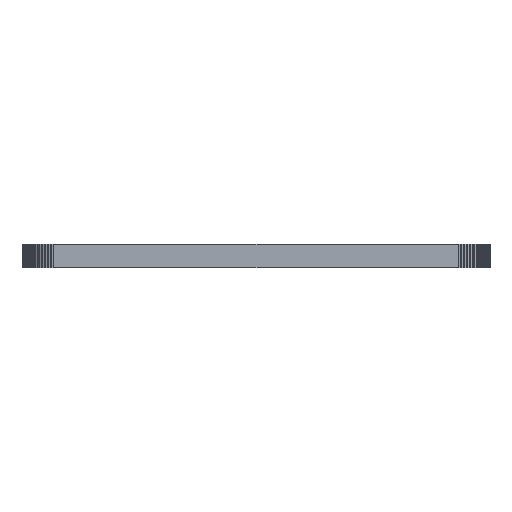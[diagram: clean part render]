
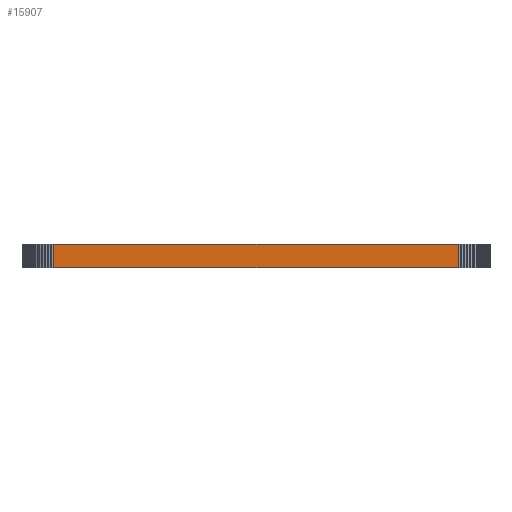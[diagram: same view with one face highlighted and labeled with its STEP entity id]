
A CAD part, left-side view. The second image highlights one B-rep face of the part: STEP entity #15907.
In plain terms, the highlighted planar face has unit normal (-1, 0, 0).
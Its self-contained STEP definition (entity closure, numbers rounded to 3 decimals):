
#83 = PLANE('',#84);
#84 = AXIS2_PLACEMENT_3D('',#85,#86,#87);
#85 = CARTESIAN_POINT('',(146.885,-106.035,4.69));
#86 = DIRECTION('',(-0.,-0.,-1.));
#87 = DIRECTION('',(-1.,0.,0.));
#137 = PLANE('',#138);
#138 = AXIS2_PLACEMENT_3D('',#139,#140,#141);
#139 = CARTESIAN_POINT('',(146.885,-106.035,0.));
#140 = DIRECTION('',(-0.,-0.,-1.));
#141 = DIRECTION('',(-1.,0.,0.));
#3018 = VERTEX_POINT('',#3019);
#3019 = CARTESIAN_POINT('',(69.367,-145.866,0.));
#3033 = PLANE('',#3034);
#3034 = AXIS2_PLACEMENT_3D('',#3035,#3036,#3037);
#3035 = CARTESIAN_POINT('',(69.375,-146.186,0.));
#3036 = DIRECTION('',(-1.,-0.025,0.));
#3037 = DIRECTION('',(-0.025,1.,0.));
#3045 = EDGE_CURVE('',#3018,#3046,#3048,.T.);
#3046 = VERTEX_POINT('',#3047);
#3047 = CARTESIAN_POINT('',(69.367,-66.204,0.));
#3048 = SURFACE_CURVE('',#3049,(#3053,#3060),.PCURVE_S1.);
#3049 = LINE('',#3050,#3051);
#3050 = CARTESIAN_POINT('',(69.367,-145.866,0.));
#3051 = VECTOR('',#3052,1.);
#3052 = DIRECTION('',(0.,1.,0.));
#3053 = PCURVE('',#137,#3054);
#3054 = DEFINITIONAL_REPRESENTATION('',(#3055),#3059);
#3055 = LINE('',#3056,#3057);
#3056 = CARTESIAN_POINT('',(77.518,-39.831));
#3057 = VECTOR('',#3058,1.);
#3058 = DIRECTION('',(0.,1.));
#3059 = ( GEOMETRIC_REPRESENTATION_CONTEXT(2) 
PARAMETRIC_REPRESENTATION_CONTEXT() REPRESENTATION_CONTEXT('2D SPACE',''
  ) );
#3060 = PCURVE('',#3061,#3066);
#3061 = PLANE('',#3062);
#3062 = AXIS2_PLACEMENT_3D('',#3063,#3064,#3065);
#3063 = CARTESIAN_POINT('',(69.367,-145.866,0.));
#3064 = DIRECTION('',(-1.,0.,0.));
#3065 = DIRECTION('',(0.,1.,0.));
#3066 = DEFINITIONAL_REPRESENTATION('',(#3067),#3071);
#3067 = LINE('',#3068,#3069);
#3068 = CARTESIAN_POINT('',(0.,0.));
#3069 = VECTOR('',#3070,1.);
#3070 = DIRECTION('',(1.,0.));
#3071 = ( GEOMETRIC_REPRESENTATION_CONTEXT(2) 
PARAMETRIC_REPRESENTATION_CONTEXT() REPRESENTATION_CONTEXT('2D SPACE',''
  ) );
#3089 = PLANE('',#3090);
#3090 = AXIS2_PLACEMENT_3D('',#3091,#3092,#3093);
#3091 = CARTESIAN_POINT('',(69.367,-66.204,0.));
#3092 = DIRECTION('',(-1.,0.025,0.));
#3093 = DIRECTION('',(0.025,1.,0.));
#10134 = VERTEX_POINT('',#10135);
#10135 = CARTESIAN_POINT('',(69.367,-145.866,4.69));
#10156 = EDGE_CURVE('',#10134,#10157,#10159,.T.);
#10157 = VERTEX_POINT('',#10158);
#10158 = CARTESIAN_POINT('',(69.367,-66.204,4.69));
#10159 = SURFACE_CURVE('',#10160,(#10164,#10171),.PCURVE_S1.);
#10160 = LINE('',#10161,#10162);
#10161 = CARTESIAN_POINT('',(69.367,-145.866,4.69));
#10162 = VECTOR('',#10163,1.);
#10163 = DIRECTION('',(0.,1.,0.));
#10164 = PCURVE('',#83,#10165);
#10165 = DEFINITIONAL_REPRESENTATION('',(#10166),#10170);
#10166 = LINE('',#10167,#10168);
#10167 = CARTESIAN_POINT('',(77.518,-39.831));
#10168 = VECTOR('',#10169,1.);
#10169 = DIRECTION('',(0.,1.));
#10170 = ( GEOMETRIC_REPRESENTATION_CONTEXT(2) 
PARAMETRIC_REPRESENTATION_CONTEXT() REPRESENTATION_CONTEXT('2D SPACE',''
  ) );
#10171 = PCURVE('',#3061,#10172);
#10172 = DEFINITIONAL_REPRESENTATION('',(#10173),#10177);
#10173 = LINE('',#10174,#10175);
#10174 = CARTESIAN_POINT('',(0.,-4.69));
#10175 = VECTOR('',#10176,1.);
#10176 = DIRECTION('',(1.,0.));
#10177 = ( GEOMETRIC_REPRESENTATION_CONTEXT(2) 
PARAMETRIC_REPRESENTATION_CONTEXT() REPRESENTATION_CONTEXT('2D SPACE',''
  ) );
#15857 = EDGE_CURVE('',#3046,#10157,#15858,.T.);
#15858 = SURFACE_CURVE('',#15859,(#15863,#15870),.PCURVE_S1.);
#15859 = LINE('',#15860,#15861);
#15860 = CARTESIAN_POINT('',(69.367,-66.204,0.));
#15861 = VECTOR('',#15862,1.);
#15862 = DIRECTION('',(0.,0.,1.));
#15863 = PCURVE('',#3089,#15864);
#15864 = DEFINITIONAL_REPRESENTATION('',(#15865),#15869);
#15865 = LINE('',#15866,#15867);
#15866 = CARTESIAN_POINT('',(0.,0.));
#15867 = VECTOR('',#15868,1.);
#15868 = DIRECTION('',(0.,-1.));
#15869 = ( GEOMETRIC_REPRESENTATION_CONTEXT(2) 
PARAMETRIC_REPRESENTATION_CONTEXT() REPRESENTATION_CONTEXT('2D SPACE',''
  ) );
#15870 = PCURVE('',#3061,#15871);
#15871 = DEFINITIONAL_REPRESENTATION('',(#15872),#15876);
#15872 = LINE('',#15873,#15874);
#15873 = CARTESIAN_POINT('',(79.662,0.));
#15874 = VECTOR('',#15875,1.);
#15875 = DIRECTION('',(0.,-1.));
#15876 = ( GEOMETRIC_REPRESENTATION_CONTEXT(2) 
PARAMETRIC_REPRESENTATION_CONTEXT() REPRESENTATION_CONTEXT('2D SPACE',''
  ) );
#15907 = ADVANCED_FACE('',(#15908),#3061,.T.);
#15908 = FACE_BOUND('',#15909,.T.);
#15909 = EDGE_LOOP('',(#15910,#15931,#15932,#15933));
#15910 = ORIENTED_EDGE('',*,*,#15911,.T.);
#15911 = EDGE_CURVE('',#3018,#10134,#15912,.T.);
#15912 = SURFACE_CURVE('',#15913,(#15917,#15924),.PCURVE_S1.);
#15913 = LINE('',#15914,#15915);
#15914 = CARTESIAN_POINT('',(69.367,-145.866,0.));
#15915 = VECTOR('',#15916,1.);
#15916 = DIRECTION('',(0.,0.,1.));
#15917 = PCURVE('',#3061,#15918);
#15918 = DEFINITIONAL_REPRESENTATION('',(#15919),#15923);
#15919 = LINE('',#15920,#15921);
#15920 = CARTESIAN_POINT('',(0.,0.));
#15921 = VECTOR('',#15922,1.);
#15922 = DIRECTION('',(0.,-1.));
#15923 = ( GEOMETRIC_REPRESENTATION_CONTEXT(2) 
PARAMETRIC_REPRESENTATION_CONTEXT() REPRESENTATION_CONTEXT('2D SPACE',''
  ) );
#15924 = PCURVE('',#3033,#15925);
#15925 = DEFINITIONAL_REPRESENTATION('',(#15926),#15930);
#15926 = LINE('',#15927,#15928);
#15927 = CARTESIAN_POINT('',(0.32,0.));
#15928 = VECTOR('',#15929,1.);
#15929 = DIRECTION('',(0.,-1.));
#15930 = ( GEOMETRIC_REPRESENTATION_CONTEXT(2) 
PARAMETRIC_REPRESENTATION_CONTEXT() REPRESENTATION_CONTEXT('2D SPACE',''
  ) );
#15931 = ORIENTED_EDGE('',*,*,#10156,.T.);
#15932 = ORIENTED_EDGE('',*,*,#15857,.F.);
#15933 = ORIENTED_EDGE('',*,*,#3045,.F.);
